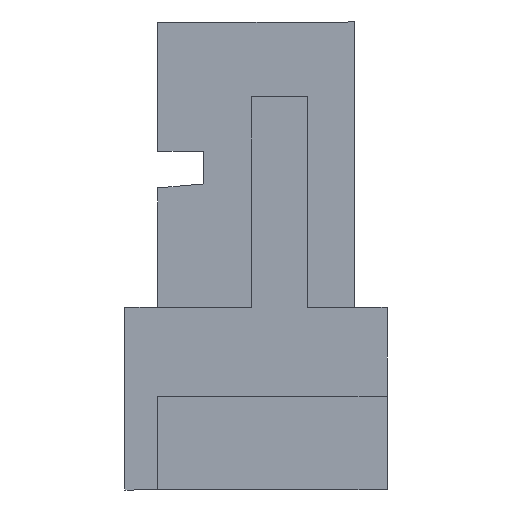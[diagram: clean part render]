
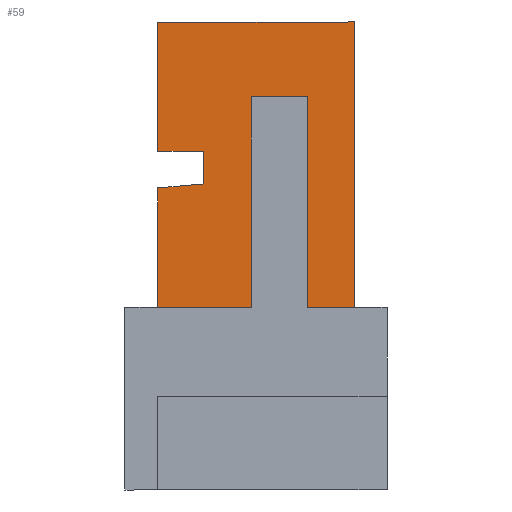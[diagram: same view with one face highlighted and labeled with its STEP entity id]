
A CAD part, left-side view. The second image highlights one B-rep face of the part: STEP entity #59.
In plain terms, the highlighted planar face has unit normal (-1, 0, 0).
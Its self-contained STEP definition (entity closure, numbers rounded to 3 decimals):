
#57 = EDGE_CURVE ( 'NONE', #73, #1025, #1475, .T. ) ;
#59 = ADVANCED_FACE ( 'NONE', ( #1471 ), #1512, .F. ) ;
#60 = EDGE_LOOP ( 'NONE', ( #61, #62, #63, #64, #65, #66, #67, #124, #125, #126, #127, #128 ) ) ;
#61 = ORIENTED_EDGE ( 'NONE', *, *, #1296, .F. ) ;
#62 = ORIENTED_EDGE ( 'NONE', *, *, #1252, .F. ) ;
#63 = ORIENTED_EDGE ( 'NONE', *, *, #1203, .F. ) ;
#64 = ORIENTED_EDGE ( 'NONE', *, *, #1084, .F. ) ;
#65 = ORIENTED_EDGE ( 'NONE', *, *, #1091, .F. ) ;
#66 = ORIENTED_EDGE ( 'NONE', *, *, #1079, .F. ) ;
#67 = ORIENTED_EDGE ( 'NONE', *, *, #1028, .F. ) ;
#72 = EDGE_CURVE ( 'NONE', #89, #73, #1487, .T. ) ;
#73 = VERTEX_POINT ( 'NONE', #1544 ) ;
#88 = EDGE_CURVE ( 'NONE', #1297, #89, #1555, .T. ) ;
#89 = VERTEX_POINT ( 'NONE', #1551 ) ;
#124 = ORIENTED_EDGE ( 'NONE', *, *, #1019, .F. ) ;
#125 = ORIENTED_EDGE ( 'NONE', *, *, #1094, .F. ) ;
#126 = ORIENTED_EDGE ( 'NONE', *, *, #57, .F. ) ;
#127 = ORIENTED_EDGE ( 'NONE', *, *, #72, .F. ) ;
#128 = ORIENTED_EDGE ( 'NONE', *, *, #88, .F. ) ;
#827 = VERTEX_POINT ( 'NONE', #4123 ) ;
#1019 = EDGE_CURVE ( 'NONE', #1095, #1026, #4504, .T. ) ;
#1025 = VERTEX_POINT ( 'NONE', #4495 ) ;
#1026 = VERTEX_POINT ( 'NONE', #4494 ) ;
#1028 = EDGE_CURVE ( 'NONE', #1026, #827, #4488, .T. ) ;
#1060 = VERTEX_POINT ( 'NONE', #4575 ) ;
#1068 = VERTEX_POINT ( 'NONE', #4609 ) ;
#1079 = EDGE_CURVE ( 'NONE', #827, #1060, #4648, .T. ) ;
#1084 = EDGE_CURVE ( 'NONE', #1068, #1085, #4679, .T. ) ;
#1085 = VERTEX_POINT ( 'NONE', #4675 ) ;
#1091 = EDGE_CURVE ( 'NONE', #1060, #1068, #4712, .T. ) ;
#1094 = EDGE_CURVE ( 'NONE', #1025, #1095, #4704, .T. ) ;
#1095 = VERTEX_POINT ( 'NONE', #4700 ) ;
#1203 = EDGE_CURVE ( 'NONE', #1085, #1204, #4896, .T. ) ;
#1204 = VERTEX_POINT ( 'NONE', #4892 ) ;
#1244 = VERTEX_POINT ( 'NONE', #5004 ) ;
#1252 = EDGE_CURVE ( 'NONE', #1204, #1244, #4990, .T. ) ;
#1296 = EDGE_CURVE ( 'NONE', #1244, #1297, #5111, .T. ) ;
#1297 = VERTEX_POINT ( 'NONE', #5107 ) ;
#1471 = FACE_OUTER_BOUND ( 'NONE', #60, .T. ) ;
#1472 = DIRECTION ( 'NONE',  ( 0., 0., -1. ) ) ;
#1473 = VECTOR ( 'NONE', #1472, 1000. ) ;
#1474 = CARTESIAN_POINT ( 'NONE',  ( -5.2, -2.45, 3.1 ) ) ;
#1475 = LINE ( 'NONE', #1474, #1473 ) ;
#1484 = DIRECTION ( 'NONE',  ( 0., 1., 0. ) ) ;
#1485 = VECTOR ( 'NONE', #1484, 1000. ) ;
#1486 = CARTESIAN_POINT ( 'NONE',  ( -5.2, -3.05, 3.1 ) ) ;
#1487 = LINE ( 'NONE', #1486, #1485 ) ;
#1508 = DIRECTION ( 'NONE',  ( 0., 1., 0. ) ) ;
#1509 = DIRECTION ( 'NONE',  ( 1., 0., 0. ) ) ;
#1510 = CARTESIAN_POINT ( 'NONE',  ( -5.2, -1.45, 0.85 ) ) ;
#1511 = AXIS2_PLACEMENT_3D ( 'NONE', #1510, #1509, #1508 ) ;
#1512 = PLANE ( 'NONE',  #1511 ) ;
#1544 = CARTESIAN_POINT ( 'NONE',  ( -5.2, -2.45, 3.1 ) ) ;
#1551 = CARTESIAN_POINT ( 'NONE',  ( -5.2, -3.05, 3.1 ) ) ;
#1552 = DIRECTION ( 'NONE',  ( 0., 0., 1. ) ) ;
#1553 = VECTOR ( 'NONE', #1552, 1000. ) ;
#1554 = CARTESIAN_POINT ( 'NONE',  ( -5.2, -3.05, 0.85 ) ) ;
#1555 = LINE ( 'NONE', #1554, #1553 ) ;
#4123 = CARTESIAN_POINT ( 'NONE',  ( -5.2, -1.94, 2.17 ) ) ;
#4485 = DIRECTION ( 'NONE',  ( 0., -0.996, 0.087 ) ) ;
#4486 = VECTOR ( 'NONE', #4485, 1000. ) ;
#4487 = CARTESIAN_POINT ( 'NONE',  ( -5.2, -1.45, 2.127 ) ) ;
#4488 = LINE ( 'NONE', #4487, #4486 ) ;
#4494 = CARTESIAN_POINT ( 'NONE',  ( -5.2, -1.45, 2.127 ) ) ;
#4495 = CARTESIAN_POINT ( 'NONE',  ( -5.2, -2.45, 0.85 ) ) ;
#4501 = DIRECTION ( 'NONE',  ( 0., 0., 1. ) ) ;
#4502 = VECTOR ( 'NONE', #4501, 1000. ) ;
#4503 = CARTESIAN_POINT ( 'NONE',  ( -5.2, -1.45, 0.85 ) ) ;
#4504 = LINE ( 'NONE', #4503, #4502 ) ;
#4575 = CARTESIAN_POINT ( 'NONE',  ( -5.2, -1.94, 2.52 ) ) ;
#4609 = CARTESIAN_POINT ( 'NONE',  ( -5.2, -1.45, 2.52 ) ) ;
#4645 = DIRECTION ( 'NONE',  ( 0., 0., 1. ) ) ;
#4646 = VECTOR ( 'NONE', #4645, 1000. ) ;
#4647 = CARTESIAN_POINT ( 'NONE',  ( -5.2, -1.94, 2.17 ) ) ;
#4648 = LINE ( 'NONE', #4647, #4646 ) ;
#4675 = CARTESIAN_POINT ( 'NONE',  ( -5.2, -1.45, 3.9 ) ) ;
#4676 = DIRECTION ( 'NONE',  ( 0., 0., 1. ) ) ;
#4677 = VECTOR ( 'NONE', #4676, 1000. ) ;
#4678 = CARTESIAN_POINT ( 'NONE',  ( -5.2, -1.45, 2.52 ) ) ;
#4679 = LINE ( 'NONE', #4678, #4677 ) ;
#4700 = CARTESIAN_POINT ( 'NONE',  ( -5.2, -1.45, 0.85 ) ) ;
#4701 = DIRECTION ( 'NONE',  ( 0., 1., 0. ) ) ;
#4702 = VECTOR ( 'NONE', #4701, 1000. ) ;
#4703 = CARTESIAN_POINT ( 'NONE',  ( -5.2, -1.45, 0.85 ) ) ;
#4704 = LINE ( 'NONE', #4703, #4702 ) ;
#4709 = DIRECTION ( 'NONE',  ( 0., 1., 0. ) ) ;
#4710 = VECTOR ( 'NONE', #4709, 1000. ) ;
#4711 = CARTESIAN_POINT ( 'NONE',  ( -5.2, -1.94, 2.52 ) ) ;
#4712 = LINE ( 'NONE', #4711, #4710 ) ;
#4892 = CARTESIAN_POINT ( 'NONE',  ( -5.2, -3.55, 3.9 ) ) ;
#4893 = DIRECTION ( 'NONE',  ( 0., -1., 0. ) ) ;
#4894 = VECTOR ( 'NONE', #4893, 1000. ) ;
#4895 = CARTESIAN_POINT ( 'NONE',  ( -5.2, -1.45, 3.9 ) ) ;
#4896 = LINE ( 'NONE', #4895, #4894 ) ;
#4987 = DIRECTION ( 'NONE',  ( 0., 0., -1. ) ) ;
#4988 = VECTOR ( 'NONE', #4987, 1000. ) ;
#4989 = CARTESIAN_POINT ( 'NONE',  ( -5.2, -3.55, 3.9 ) ) ;
#4990 = LINE ( 'NONE', #4989, #4988 ) ;
#5004 = CARTESIAN_POINT ( 'NONE',  ( -5.2, -3.55, 0.85 ) ) ;
#5107 = CARTESIAN_POINT ( 'NONE',  ( -5.2, -3.05, 0.85 ) ) ;
#5108 = DIRECTION ( 'NONE',  ( 0., 1., 0. ) ) ;
#5109 = VECTOR ( 'NONE', #5108, 1000. ) ;
#5110 = CARTESIAN_POINT ( 'NONE',  ( -5.2, -3.05, 0.85 ) ) ;
#5111 = LINE ( 'NONE', #5110, #5109 ) ;
